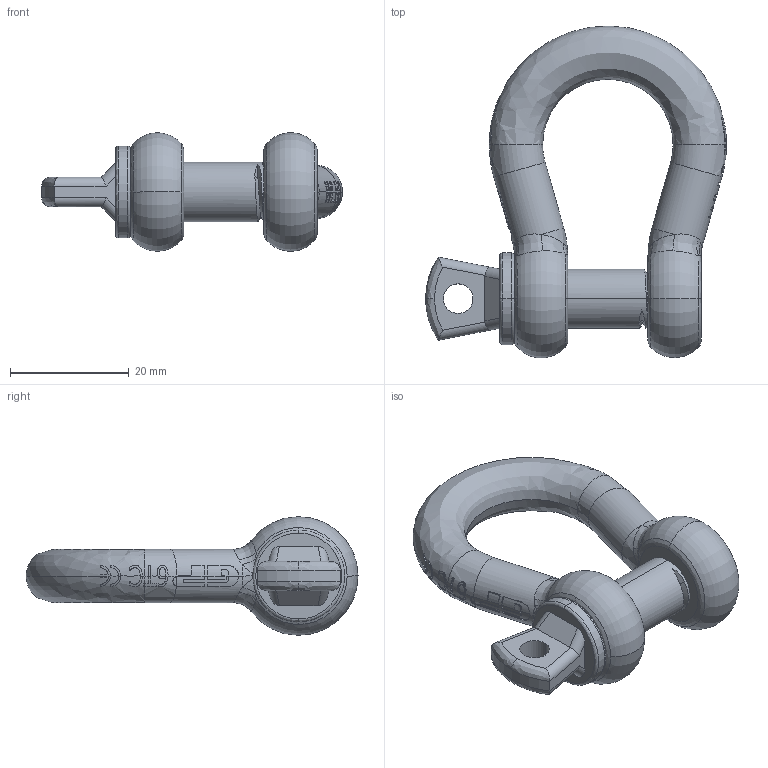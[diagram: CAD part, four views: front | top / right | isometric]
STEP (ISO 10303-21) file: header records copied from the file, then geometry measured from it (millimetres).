
FILE_DESCRIPTION (( 'STEP AP203' ), '1' );
FILE_NAME ('GPGHBB08.step', '2009-08-07T09:48:44', ( '.' ), ( '.' ), 'SwSTEP 2.0', 'SolidWorks 2009', '' );
FILE_SCHEMA (( 'CONFIG_CONTROL_DESIGN' ));
Length unit declared in the file: millimetre
Products named in the file (3): 0,75_2; 0,75_1; GPGHBB08
Assembly tree (2 placements, depth 2):
  GPGHBB08
    0,75_1
    0,75_2
Bounding box: 50.75 x 56 x 20 mm (x, y, z)
Volume: 12332.8 mm3; surface area: 6680.2 mm2
Topology: 2 solids, 2 shells, 360 faces, 1019 edges, 646 vertices
Faces by surface type: bspline 167, plane 106, cylinder 77, torus 7, cone 3
Entity records: 21218 total; most frequent: CARTESIAN_POINT 13287, ORIENTED_EDGE 1998, DIRECTION 1035, EDGE_CURVE 999, VERTEX_POINT 646, B_SPLINE_CURVE_WITH_KNOTS 415, EDGE_LOOP 369, AXIS2_PLACEMENT_3D 361
